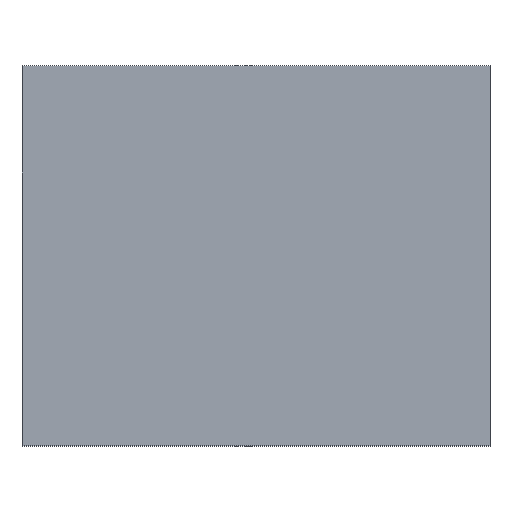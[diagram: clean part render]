
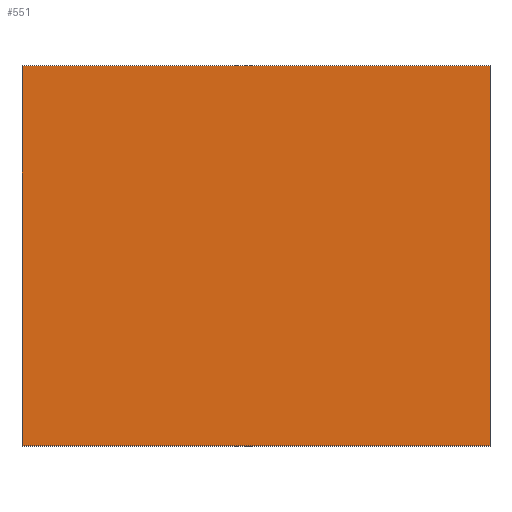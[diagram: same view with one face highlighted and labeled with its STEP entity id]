
A CAD part, top view. The second image highlights one B-rep face of the part: STEP entity #551.
In plain terms, the highlighted planar face has unit normal (0, 0, 1).
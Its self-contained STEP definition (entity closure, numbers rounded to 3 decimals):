
#36 = VERTEX_POINT ( 'NONE', #835 ) ;
#37 = VERTEX_POINT ( 'NONE', #791 ) ;
#39 = VERTEX_POINT ( 'NONE', #788 ) ;
#42 = VERTEX_POINT ( 'NONE', #761 ) ;
#48 = EDGE_LOOP ( 'NONE', ( #793, #886, #838, #878 ) ) ;
#74 = VECTOR ( 'NONE', #468, 1000. ) ;
#93 = AXIS2_PLACEMENT_3D ( 'NONE', #861, #824, #781 ) ;
#117 = VECTOR ( 'NONE', #495, 1000. ) ;
#148 = FACE_OUTER_BOUND ( 'NONE', #48, .T. ) ;
#223 = VECTOR ( 'NONE', #501, 1000. ) ;
#228 = VECTOR ( 'NONE', #416, 1000. ) ;
#337 = CARTESIAN_POINT ( 'NONE',  ( 0., 0., 15.3 ) ) ;
#371 = LINE ( 'NONE', #464, #117 ) ;
#416 = DIRECTION ( 'NONE',  ( -1., 0., 0. ) ) ;
#457 = LINE ( 'NONE', #337, #223 ) ;
#464 = CARTESIAN_POINT ( 'NONE',  ( 19.1, 0., 15.3 ) ) ;
#465 = LINE ( 'NONE', #482, #74 ) ;
#468 = DIRECTION ( 'NONE',  ( 1., 0., 0. ) ) ;
#472 = LINE ( 'NONE', #483, #228 ) ;
#482 = CARTESIAN_POINT ( 'NONE',  ( 0., 0., 15.3 ) ) ;
#483 = CARTESIAN_POINT ( 'NONE',  ( 0., 15.5, 15.3 ) ) ;
#495 = DIRECTION ( 'NONE',  ( 0., 1., 0. ) ) ;
#501 = DIRECTION ( 'NONE',  ( 0., -1., 0. ) ) ;
#551 = ADVANCED_FACE ( 'NONE', ( #148 ), #667, .T. ) ;
#576 = EDGE_CURVE ( 'NONE', #36, #37, #371, .T. ) ;
#577 = EDGE_CURVE ( 'NONE', #42, #36, #465, .T. ) ;
#585 = EDGE_CURVE ( 'NONE', #37, #39, #472, .T. ) ;
#604 = EDGE_CURVE ( 'NONE', #39, #42, #457, .T. ) ;
#667 = PLANE ( 'NONE',  #93 ) ;
#761 = CARTESIAN_POINT ( 'NONE',  ( 0., 0., 15.3 ) ) ;
#781 = DIRECTION ( 'NONE',  ( 1., 0., 0. ) ) ;
#788 = CARTESIAN_POINT ( 'NONE',  ( 0., 15.5, 15.3 ) ) ;
#791 = CARTESIAN_POINT ( 'NONE',  ( 19.1, 15.5, 15.3 ) ) ;
#793 = ORIENTED_EDGE ( 'NONE', *, *, #576, .T. ) ;
#824 = DIRECTION ( 'NONE',  ( 0., 0., 1. ) ) ;
#835 = CARTESIAN_POINT ( 'NONE',  ( 19.1, 0., 15.3 ) ) ;
#838 = ORIENTED_EDGE ( 'NONE', *, *, #604, .T. ) ;
#861 = CARTESIAN_POINT ( 'NONE',  ( 0., 0., 15.3 ) ) ;
#878 = ORIENTED_EDGE ( 'NONE', *, *, #577, .T. ) ;
#886 = ORIENTED_EDGE ( 'NONE', *, *, #585, .T. ) ;
